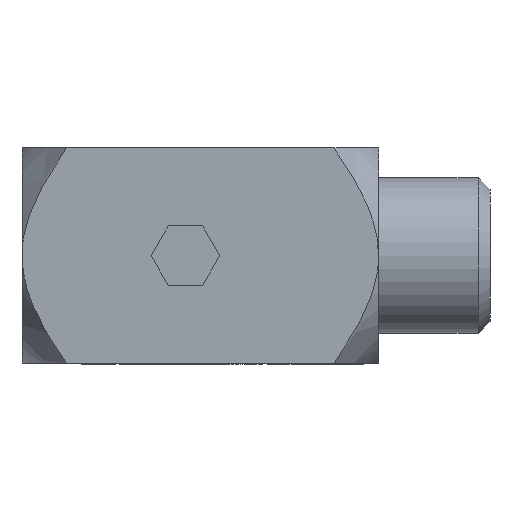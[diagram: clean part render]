
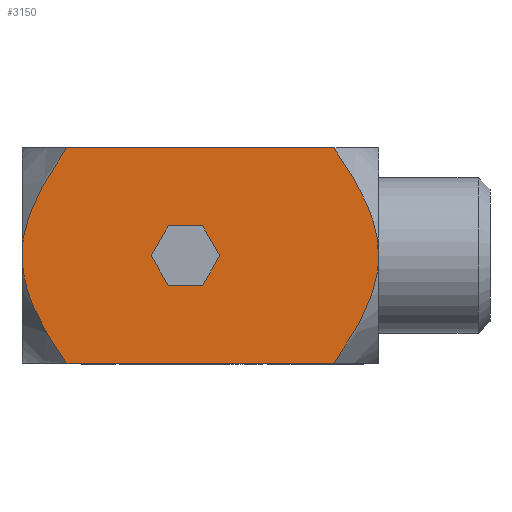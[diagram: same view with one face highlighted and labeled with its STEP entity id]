
A CAD part, left-side view. The second image highlights one B-rep face of the part: STEP entity #3150.
In plain terms, the highlighted planar face has unit normal (-1, 0, 0).
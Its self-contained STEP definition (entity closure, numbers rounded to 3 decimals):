
#27=(
BOUNDED_CURVE()
B_SPLINE_CURVE(2,(#5008,#5009,#5010),.UNSPECIFIED.,.F.,.F.)
B_SPLINE_CURVE_WITH_KNOTS((3,3),(1.67,3.918),
 .UNSPECIFIED.)
CURVE()
GEOMETRIC_REPRESENTATION_ITEM()
RATIONAL_B_SPLINE_CURVE((1.153,1.18,1.))
REPRESENTATION_ITEM('')
);
#29=(
BOUNDED_CURVE()
B_SPLINE_CURVE(2,(#5015,#5016,#5017),.UNSPECIFIED.,.F.,.F.)
B_SPLINE_CURVE_WITH_KNOTS((3,3),(3.918,6.165),
 .UNSPECIFIED.)
CURVE()
GEOMETRIC_REPRESENTATION_ITEM()
RATIONAL_B_SPLINE_CURVE((1.,1.18,1.153))
REPRESENTATION_ITEM('')
);
#31=(
BOUNDED_CURVE()
B_SPLINE_CURVE(2,(#5024,#5025,#5026),.UNSPECIFIED.,.F.,.F.)
B_SPLINE_CURVE_WITH_KNOTS((3,3),(1.103,3.143),
 .UNSPECIFIED.)
CURVE()
GEOMETRIC_REPRESENTATION_ITEM()
RATIONAL_B_SPLINE_CURVE((1.111,1.158,1.))
REPRESENTATION_ITEM('')
);
#32=(
BOUNDED_CURVE()
B_SPLINE_CURVE(2,(#5028,#5029,#5030),.UNSPECIFIED.,.F.,.F.)
B_SPLINE_CURVE_WITH_KNOTS((3,3),(3.143,5.182),
 .UNSPECIFIED.)
CURVE()
GEOMETRIC_REPRESENTATION_ITEM()
RATIONAL_B_SPLINE_CURVE((1.,1.158,1.111))
REPRESENTATION_ITEM('')
);
#124=FACE_BOUND('',#589,.T.);
#214=PLANE('',#3414);
#381=FACE_OUTER_BOUND('',#588,.T.);
#588=EDGE_LOOP('',(#2583,#2584,#2585,#2586,#2587,#2588));
#589=EDGE_LOOP('',(#2589,#2590));
#869=LINE('',#4922,#1117);
#892=LINE('',#5031,#1140);
#1117=VECTOR('',#3996,10.);
#1140=VECTOR('',#4087,10.);
#1228=CIRCLE('',#3394,3.);
#1229=CIRCLE('',#3395,3.);
#1318=VERTEX_POINT('',#4479);
#1458=VERTEX_POINT('',#4904);
#1462=VERTEX_POINT('',#4918);
#1477=VERTEX_POINT('',#4968);
#1478=VERTEX_POINT('',#4970);
#1488=VERTEX_POINT('',#5007);
#1489=VERTEX_POINT('',#5023);
#1490=VERTEX_POINT('',#5027);
#1834=EDGE_CURVE('',#1462,#1458,#869,.T.);
#1856=EDGE_CURVE('',#1478,#1477,#1228,.T.);
#1857=EDGE_CURVE('',#1477,#1478,#1229,.T.);
#1871=EDGE_CURVE('',#1488,#1318,#27,.T.);
#1873=EDGE_CURVE('',#1318,#1458,#29,.T.);
#1875=EDGE_CURVE('',#1462,#1489,#31,.T.);
#1876=EDGE_CURVE('',#1489,#1490,#32,.T.);
#1877=EDGE_CURVE('',#1490,#1488,#892,.T.);
#2583=ORIENTED_EDGE('',*,*,#1871,.T.);
#2584=ORIENTED_EDGE('',*,*,#1873,.T.);
#2585=ORIENTED_EDGE('',*,*,#1834,.F.);
#2586=ORIENTED_EDGE('',*,*,#1875,.T.);
#2587=ORIENTED_EDGE('',*,*,#1876,.T.);
#2588=ORIENTED_EDGE('',*,*,#1877,.T.);
#2589=ORIENTED_EDGE('',*,*,#1856,.T.);
#2590=ORIENTED_EDGE('',*,*,#1857,.T.);
#3150=ADVANCED_FACE('',(#381,#124),#214,.T.);
#3394=AXIS2_PLACEMENT_3D('',#4971,#4042,#4043);
#3395=AXIS2_PLACEMENT_3D('',#4972,#4044,#4045);
#3414=AXIS2_PLACEMENT_3D('',#5022,#4085,#4086);
#3996=DIRECTION('',(0.,1.,0.));
#4042=DIRECTION('center_axis',(1.,0.,0.));
#4043=DIRECTION('ref_axis',(0.,0.,1.));
#4044=DIRECTION('center_axis',(1.,0.,0.));
#4045=DIRECTION('ref_axis',(0.,0.,1.));
#4085=DIRECTION('center_axis',(-1.,0.,0.));
#4086=DIRECTION('ref_axis',(0.,0.,1.));
#4087=DIRECTION('',(0.,1.,0.));
#4479=CARTESIAN_POINT('',(-14.5,48.,0.));
#4904=CARTESIAN_POINT('',(-14.5,41.994,-14.5));
#4918=CARTESIAN_POINT('',(-14.5,6.006,-14.5));
#4922=CARTESIAN_POINT('',(-14.5,0.,-14.5));
#4968=CARTESIAN_POINT('',(-14.5,26.,-3.));
#4970=CARTESIAN_POINT('',(-14.5,26.,3.));
#4971=CARTESIAN_POINT('Origin',(-14.5,26.,0.));
#4972=CARTESIAN_POINT('Origin',(-14.5,26.,0.));
#5007=CARTESIAN_POINT('',(-14.5,41.994,14.5));
#5008=CARTESIAN_POINT('Ctrl Pts',(-14.5,41.994,14.5));
#5009=CARTESIAN_POINT('Ctrl Pts',(-14.5,48.,6.006));
#5010=CARTESIAN_POINT('Ctrl Pts',(-14.5,48.,0.));
#5015=CARTESIAN_POINT('Ctrl Pts',(-14.5,48.,0.));
#5016=CARTESIAN_POINT('Ctrl Pts',(-14.5,48.,-6.006));
#5017=CARTESIAN_POINT('Ctrl Pts',(-14.5,41.994,-14.5));
#5022=CARTESIAN_POINT('Origin',(-14.5,0.,-14.5));
#5023=CARTESIAN_POINT('',(-14.5,0.,0.));
#5024=CARTESIAN_POINT('Ctrl Pts',(-14.5,6.006,-14.5));
#5025=CARTESIAN_POINT('Ctrl Pts',(-14.5,0.,-6.006));
#5026=CARTESIAN_POINT('Ctrl Pts',(-14.5,0.,0.));
#5027=CARTESIAN_POINT('',(-14.5,6.006,14.5));
#5028=CARTESIAN_POINT('Ctrl Pts',(-14.5,0.,0.));
#5029=CARTESIAN_POINT('Ctrl Pts',(-14.5,0.,6.006));
#5030=CARTESIAN_POINT('Ctrl Pts',(-14.5,6.006,14.5));
#5031=CARTESIAN_POINT('',(-14.5,0.,14.5));
